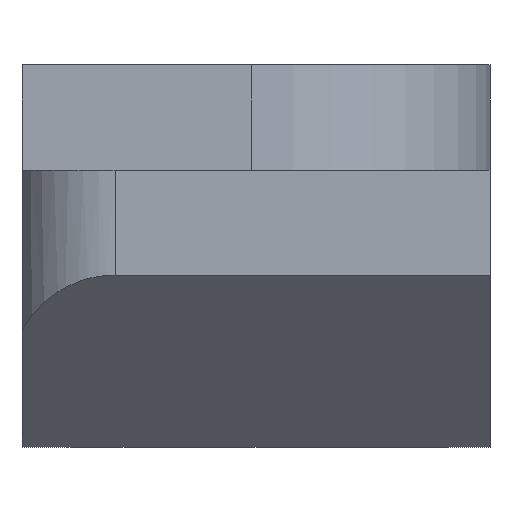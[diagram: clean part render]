
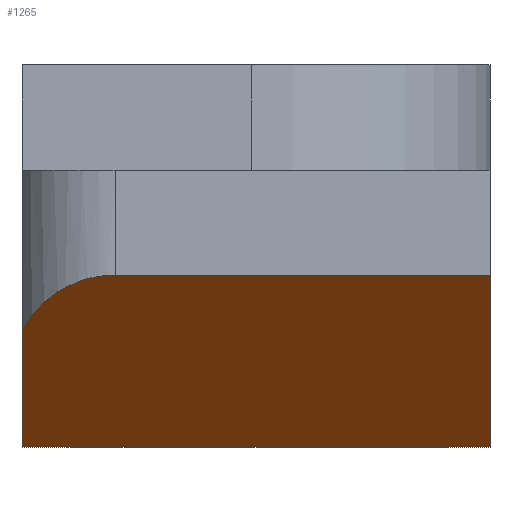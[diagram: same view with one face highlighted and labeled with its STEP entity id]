
A CAD part, front view. The second image highlights one B-rep face of the part: STEP entity #1265.
In plain terms, the highlighted planar face has unit normal (0, -0.707, -0.707).
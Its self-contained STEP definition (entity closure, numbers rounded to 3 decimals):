
#44 = PLANE('',#45);
#45 = AXIS2_PLACEMENT_3D('',#46,#47,#48);
#46 = CARTESIAN_POINT('',(1138.65,239.75,-909.8));
#47 = DIRECTION('',(-1.,0.,0.));
#48 = DIRECTION('',(0.,-1.,0.));
#133 = PLANE('',#134);
#134 = AXIS2_PLACEMENT_3D('',#135,#136,#137);
#135 = CARTESIAN_POINT('',(1148.45,239.75,-909.8));
#136 = DIRECTION('',(-1.,0.,0.));
#137 = DIRECTION('',(0.,-1.,0.));
#161 = PLANE('',#162);
#162 = AXIS2_PLACEMENT_3D('',#163,#164,#165);
#163 = CARTESIAN_POINT('',(1148.45,230.05,-914.2));
#164 = DIRECTION('',(0.,-1.,0.));
#165 = DIRECTION('',(1.,0.,0.));
#188 = CYLINDRICAL_SURFACE('',#189,2.212);
#189 = AXIS2_PLACEMENT_3D('',#190,#191,#192);
#190 = CARTESIAN_POINT('',(1140.598,232.262,-912.));
#191 = DIRECTION('',(0.,0.,1.));
#192 = DIRECTION('',(0.,1.,0.));
#206 = VERTEX_POINT('',#207);
#207 = CARTESIAN_POINT('',(1138.65,233.65,-917.8));
#221 = PLANE('',#222);
#222 = AXIS2_PLACEMENT_3D('',#223,#224,#225);
#223 = CARTESIAN_POINT('',(1148.45,245.85,-917.8));
#224 = DIRECTION('',(0.,0.,-1.));
#225 = DIRECTION('',(0.,-1.,0.));
#396 = VERTEX_POINT('',#397);
#397 = CARTESIAN_POINT('',(1138.65,231.214,-915.364));
#418 = EDGE_CURVE('',#206,#396,#419,.T.);
#419 = SURFACE_CURVE('',#420,(#424,#431),.PCURVE_S1.);
#420 = LINE('',#421,#422);
#421 = CARTESIAN_POINT('',(1138.65,233.65,-917.8));
#422 = VECTOR('',#423,1.);
#423 = DIRECTION('',(0.,-0.707,0.707)
  );
#424 = PCURVE('',#44,#425);
#425 = DEFINITIONAL_REPRESENTATION('',(#426),#430);
#426 = LINE('',#427,#428);
#427 = CARTESIAN_POINT('',(6.1,-8.));
#428 = VECTOR('',#429,1.);
#429 = DIRECTION('',(0.707,0.707));
#430 = ( GEOMETRIC_REPRESENTATION_CONTEXT(2) 
PARAMETRIC_REPRESENTATION_CONTEXT() REPRESENTATION_CONTEXT('2D SPACE',''
  ) );
#431 = PCURVE('',#432,#437);
#432 = PLANE('',#433);
#433 = AXIS2_PLACEMENT_3D('',#434,#435,#436);
#434 = CARTESIAN_POINT('',(1148.45,233.65,-917.8));
#435 = DIRECTION('',(-0.,-0.707,-0.707));
#436 = DIRECTION('',(0.,-0.707,0.707));
#437 = DEFINITIONAL_REPRESENTATION('',(#438),#442);
#438 = LINE('',#439,#440);
#439 = CARTESIAN_POINT('',(0.,9.8));
#440 = VECTOR('',#441,1.);
#441 = DIRECTION('',(1.,0.));
#442 = ( GEOMETRIC_REPRESENTATION_CONTEXT(2) 
PARAMETRIC_REPRESENTATION_CONTEXT() REPRESENTATION_CONTEXT('2D SPACE',''
  ) );
#471 = EDGE_CURVE('',#472,#206,#474,.T.);
#472 = VERTEX_POINT('',#473);
#473 = CARTESIAN_POINT('',(1148.45,233.65,-917.8));
#474 = SURFACE_CURVE('',#475,(#479,#486),.PCURVE_S1.);
#475 = LINE('',#476,#477);
#476 = CARTESIAN_POINT('',(1148.45,233.65,-917.8));
#477 = VECTOR('',#478,1.);
#478 = DIRECTION('',(-1.,0.,0.));
#479 = PCURVE('',#221,#480);
#480 = DEFINITIONAL_REPRESENTATION('',(#481),#485);
#481 = LINE('',#482,#483);
#482 = CARTESIAN_POINT('',(12.2,0.));
#483 = VECTOR('',#484,1.);
#484 = DIRECTION('',(0.,1.));
#485 = ( GEOMETRIC_REPRESENTATION_CONTEXT(2) 
PARAMETRIC_REPRESENTATION_CONTEXT() REPRESENTATION_CONTEXT('2D SPACE',''
  ) );
#486 = PCURVE('',#432,#487);
#487 = DEFINITIONAL_REPRESENTATION('',(#488),#492);
#488 = LINE('',#489,#490);
#489 = CARTESIAN_POINT('',(0.,0.));
#490 = VECTOR('',#491,1.);
#491 = DIRECTION('',(0.,1.));
#492 = ( GEOMETRIC_REPRESENTATION_CONTEXT(2) 
PARAMETRIC_REPRESENTATION_CONTEXT() REPRESENTATION_CONTEXT('2D SPACE',''
  ) );
#791 = EDGE_CURVE('',#792,#472,#794,.T.);
#792 = VERTEX_POINT('',#793);
#793 = CARTESIAN_POINT('',(1148.45,230.05,-914.2));
#794 = SURFACE_CURVE('',#795,(#799,#806),.PCURVE_S1.);
#795 = LINE('',#796,#797);
#796 = CARTESIAN_POINT('',(1148.45,230.05,-914.2));
#797 = VECTOR('',#798,1.);
#798 = DIRECTION('',(0.,0.707,-0.707));
#799 = PCURVE('',#133,#800);
#800 = DEFINITIONAL_REPRESENTATION('',(#801),#805);
#801 = LINE('',#802,#803);
#802 = CARTESIAN_POINT('',(9.7,-4.4));
#803 = VECTOR('',#804,1.);
#804 = DIRECTION('',(-0.707,-0.707));
#805 = ( GEOMETRIC_REPRESENTATION_CONTEXT(2) 
PARAMETRIC_REPRESENTATION_CONTEXT() REPRESENTATION_CONTEXT('2D SPACE',''
  ) );
#806 = PCURVE('',#432,#807);
#807 = DEFINITIONAL_REPRESENTATION('',(#808),#812);
#808 = LINE('',#809,#810);
#809 = CARTESIAN_POINT('',(5.091,0.));
#810 = VECTOR('',#811,1.);
#811 = DIRECTION('',(-1.,0.));
#812 = ( GEOMETRIC_REPRESENTATION_CONTEXT(2) 
PARAMETRIC_REPRESENTATION_CONTEXT() REPRESENTATION_CONTEXT('2D SPACE',''
  ) );
#1265 = ADVANCED_FACE('',(#1266),#432,.T.);
#1266 = FACE_BOUND('',#1267,.F.);
#1267 = EDGE_LOOP('',(#1268,#1321,#1342,#1343,#1344));
#1268 = ORIENTED_EDGE('',*,*,#1269,.T.);
#1269 = EDGE_CURVE('',#396,#1270,#1272,.T.);
#1270 = VERTEX_POINT('',#1271);
#1271 = CARTESIAN_POINT('',(1140.598,230.05,-914.2));
#1272 = SURFACE_CURVE('',#1273,(#1281,#1292),.PCURVE_S1.);
#1273 = B_SPLINE_CURVE_WITH_KNOTS('',3,(#1274,#1275,#1276,#1277,#1278,
    #1279,#1280),.UNSPECIFIED.,.F.,.F.,(4,1,1,1,4),(0.,0.25,0.5,0.75,1.)
  ,.QUASI_UNIFORM_KNOTS.);
#1274 = CARTESIAN_POINT('',(1138.65,231.214,-915.364));
#1275 = CARTESIAN_POINT('',(1138.741,231.044,
    -915.194));
#1276 = CARTESIAN_POINT('',(1138.96,230.742,
    -914.892));
#1277 = CARTESIAN_POINT('',(1139.383,230.385,
    -914.535));
#1278 = CARTESIAN_POINT('',(1139.907,230.132,
    -914.282));
#1279 = CARTESIAN_POINT('',(1140.341,230.05,-914.2));
#1280 = CARTESIAN_POINT('',(1140.598,230.05,-914.2));
#1281 = PCURVE('',#432,#1282);
#1282 = DEFINITIONAL_REPRESENTATION('',(#1283),#1291);
#1283 = B_SPLINE_CURVE_WITH_KNOTS('',3,(#1284,#1285,#1286,#1287,#1288,
    #1289,#1290),.UNSPECIFIED.,.F.,.F.,(4,1,1,1,4),(0.,0.25,0.5,0.75,1.)
  ,.QUASI_UNIFORM_KNOTS.);
#1284 = CARTESIAN_POINT('',(3.445,9.8));
#1285 = CARTESIAN_POINT('',(3.685,9.709));
#1286 = CARTESIAN_POINT('',(4.113,9.49));
#1287 = CARTESIAN_POINT('',(4.617,9.067));
#1288 = CARTESIAN_POINT('',(4.975,8.543));
#1289 = CARTESIAN_POINT('',(5.091,8.109));
#1290 = CARTESIAN_POINT('',(5.091,7.852));
#1291 = ( GEOMETRIC_REPRESENTATION_CONTEXT(2) 
PARAMETRIC_REPRESENTATION_CONTEXT() REPRESENTATION_CONTEXT('2D SPACE',''
  ) );
#1292 = PCURVE('',#188,#1293);
#1293 = DEFINITIONAL_REPRESENTATION('',(#1294),#1320);
#1294 = B_SPLINE_CURVE_WITH_KNOTS('',3,(#1295,#1296,#1297,#1298,#1299,
    #1300,#1301,#1302,#1303,#1304,#1305,#1306,#1307,#1308,#1309,#1310,
    #1311,#1312,#1313,#1314,#1315,#1316,#1317,#1318,#1319),
  .UNSPECIFIED.,.F.,.F.,(4,1,1,1,1,1,1,1,1,1,1,1,1,1,1,1,1,1,1,1,1,1,4),
  (0.,0.045,0.091,0.136,
    0.182,0.227,0.273,0.318,
    0.364,0.409,0.455,0.5,0.545,
    0.591,0.636,0.682,0.727,
    0.773,0.818,0.864,0.909,
    0.955,1.),.QUASI_UNIFORM_KNOTS.);
#1295 = CARTESIAN_POINT('',(2.064,-3.364));
#1296 = CARTESIAN_POINT('',(2.08,-3.333));
#1297 = CARTESIAN_POINT('',(2.112,-3.273));
#1298 = CARTESIAN_POINT('',(2.158,-3.185));
#1299 = CARTESIAN_POINT('',(2.204,-3.102));
#1300 = CARTESIAN_POINT('',(2.25,-3.022));
#1301 = CARTESIAN_POINT('',(2.296,-2.945));
#1302 = CARTESIAN_POINT('',(2.341,-2.871));
#1303 = CARTESIAN_POINT('',(2.386,-2.801));
#1304 = CARTESIAN_POINT('',(2.432,-2.733));
#1305 = CARTESIAN_POINT('',(2.477,-2.669));
#1306 = CARTESIAN_POINT('',(2.523,-2.609));
#1307 = CARTESIAN_POINT('',(2.569,-2.552));
#1308 = CARTESIAN_POINT('',(2.616,-2.498));
#1309 = CARTESIAN_POINT('',(2.663,-2.448));
#1310 = CARTESIAN_POINT('',(2.711,-2.402));
#1311 = CARTESIAN_POINT('',(2.759,-2.359));
#1312 = CARTESIAN_POINT('',(2.809,-2.321));
#1313 = CARTESIAN_POINT('',(2.859,-2.286));
#1314 = CARTESIAN_POINT('',(2.911,-2.257));
#1315 = CARTESIAN_POINT('',(2.965,-2.232));
#1316 = CARTESIAN_POINT('',(3.021,-2.214));
#1317 = CARTESIAN_POINT('',(3.079,-2.203));
#1318 = CARTESIAN_POINT('',(3.12,-2.2));
#1319 = CARTESIAN_POINT('',(3.142,-2.2));
#1320 = ( GEOMETRIC_REPRESENTATION_CONTEXT(2) 
PARAMETRIC_REPRESENTATION_CONTEXT() REPRESENTATION_CONTEXT('2D SPACE',''
  ) );
#1321 = ORIENTED_EDGE('',*,*,#1322,.F.);
#1322 = EDGE_CURVE('',#792,#1270,#1323,.T.);
#1323 = SURFACE_CURVE('',#1324,(#1328,#1335),.PCURVE_S1.);
#1324 = LINE('',#1325,#1326);
#1325 = CARTESIAN_POINT('',(1148.45,230.05,-914.2));
#1326 = VECTOR('',#1327,1.);
#1327 = DIRECTION('',(-1.,0.,0.));
#1328 = PCURVE('',#432,#1329);
#1329 = DEFINITIONAL_REPRESENTATION('',(#1330),#1334);
#1330 = LINE('',#1331,#1332);
#1331 = CARTESIAN_POINT('',(5.091,0.));
#1332 = VECTOR('',#1333,1.);
#1333 = DIRECTION('',(0.,1.));
#1334 = ( GEOMETRIC_REPRESENTATION_CONTEXT(2) 
PARAMETRIC_REPRESENTATION_CONTEXT() REPRESENTATION_CONTEXT('2D SPACE',''
  ) );
#1335 = PCURVE('',#161,#1336);
#1336 = DEFINITIONAL_REPRESENTATION('',(#1337),#1341);
#1337 = LINE('',#1338,#1339);
#1338 = CARTESIAN_POINT('',(0.,0.));
#1339 = VECTOR('',#1340,1.);
#1340 = DIRECTION('',(-1.,0.));
#1341 = ( GEOMETRIC_REPRESENTATION_CONTEXT(2) 
PARAMETRIC_REPRESENTATION_CONTEXT() REPRESENTATION_CONTEXT('2D SPACE',''
  ) );
#1342 = ORIENTED_EDGE('',*,*,#791,.T.);
#1343 = ORIENTED_EDGE('',*,*,#471,.T.);
#1344 = ORIENTED_EDGE('',*,*,#418,.T.);
